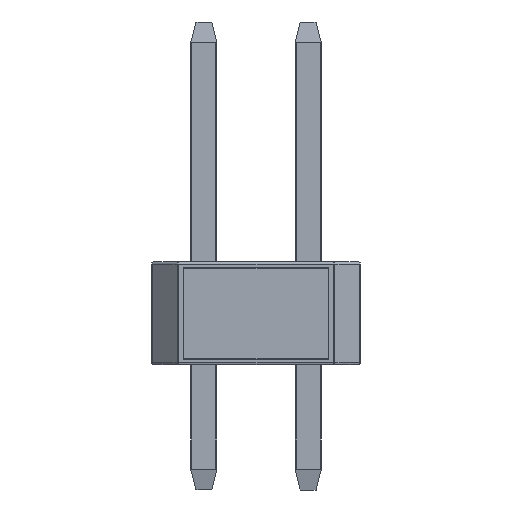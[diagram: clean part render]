
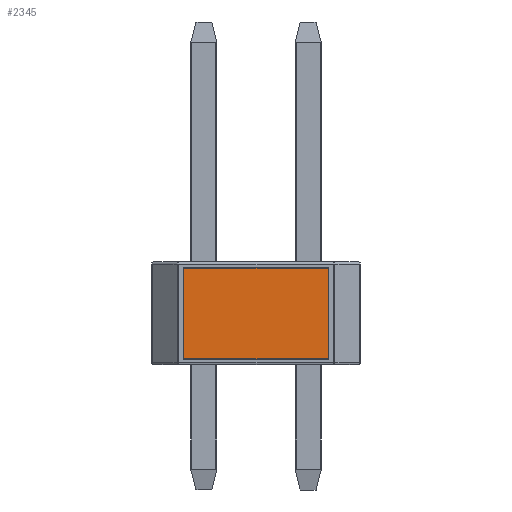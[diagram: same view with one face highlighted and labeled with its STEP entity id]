
A CAD part, left-side view. The second image highlights one B-rep face of the part: STEP entity #2345.
In plain terms, the highlighted planar face has unit normal (-1, 0, 0).
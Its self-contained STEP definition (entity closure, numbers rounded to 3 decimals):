
#394=FACE_OUTER_BOUND('',#520,.T.);
#520=EDGE_LOOP('',(#1922,#1923,#1924,#1925));
#659=LINE('',#3645,#875);
#660=LINE('',#3650,#876);
#663=LINE('',#3658,#879);
#665=LINE('',#3661,#881);
#875=VECTOR('',#2910,10.);
#876=VECTOR('',#2915,10.);
#879=VECTOR('',#2924,10.);
#881=VECTOR('',#2928,10.);
#1072=VERTEX_POINT('',#3642);
#1073=VERTEX_POINT('',#3644);
#1074=VERTEX_POINT('',#3648);
#1075=VERTEX_POINT('',#3649);
#1288=EDGE_CURVE('',#1073,#1072,#659,.T.);
#1290=EDGE_CURVE('',#1074,#1075,#660,.T.);
#1295=EDGE_CURVE('',#1072,#1074,#663,.T.);
#1297=EDGE_CURVE('',#1075,#1073,#665,.T.);
#1922=ORIENTED_EDGE('',*,*,#1295,.T.);
#1923=ORIENTED_EDGE('',*,*,#1290,.T.);
#1924=ORIENTED_EDGE('',*,*,#1297,.T.);
#1925=ORIENTED_EDGE('',*,*,#1288,.T.);
#2108=PLANE('',#2591);
#2345=ADVANCED_FACE('',(#394),#2108,.T.);
#2591=AXIS2_PLACEMENT_3D('',#3859,#3179,#3180);
#2910=DIRECTION('',(0.,1.,0.));
#2915=DIRECTION('',(0.,-1.,0.));
#2924=DIRECTION('',(0.,0.,-1.));
#2928=DIRECTION('',(0.,0.,1.));
#3179=DIRECTION('center_axis',(-1.,0.,0.));
#3180=DIRECTION('ref_axis',(0.,0.,1.));
#3642=CARTESIAN_POINT('',(-1.27,3.023,2.35));
#3644=CARTESIAN_POINT('',(-1.27,-0.488,2.35));
#3645=CARTESIAN_POINT('',(-1.27,3.023,2.35));
#3648=CARTESIAN_POINT('',(-1.27,3.023,0.15));
#3649=CARTESIAN_POINT('',(-1.27,-0.488,0.15));
#3650=CARTESIAN_POINT('',(-1.27,-0.488,0.15));
#3658=CARTESIAN_POINT('',(-1.27,3.023,0.15));
#3661=CARTESIAN_POINT('',(-1.27,-0.488,2.35));
#3859=CARTESIAN_POINT('Origin',(-1.27,1.268,1.25));
